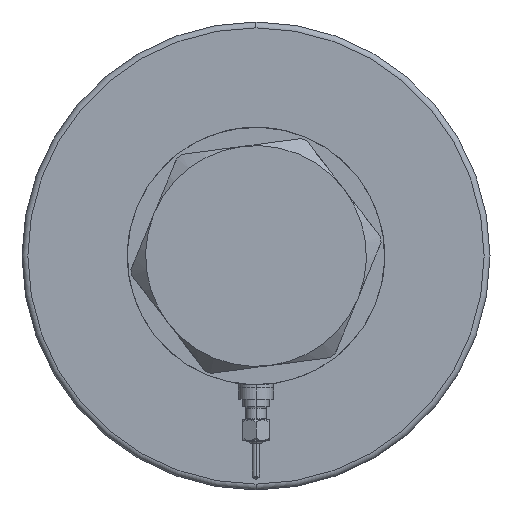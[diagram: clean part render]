
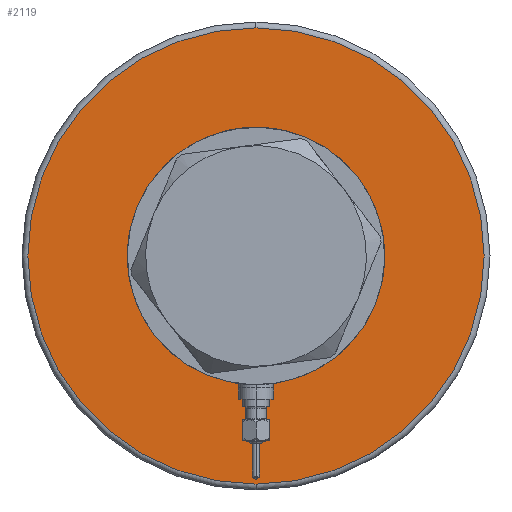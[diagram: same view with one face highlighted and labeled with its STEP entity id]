
A CAD part, left-side view. The second image highlights one B-rep face of the part: STEP entity #2119.
In plain terms, the highlighted face is planar.
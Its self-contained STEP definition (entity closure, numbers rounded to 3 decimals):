
#377 = CIRCLE ( 'NONE', #3614, 78. ) ;
#761 = DIRECTION ( 'NONE',  ( 1., 0., 0. ) ) ;
#1071 = VERTEX_POINT ( 'NONE', #2281 ) ;
#1253 = CARTESIAN_POINT ( 'NONE',  ( 0., 0., 0. ) ) ;
#1287 = DIRECTION ( 'NONE',  ( 0., 0., 1. ) ) ;
#1289 = AXIS2_PLACEMENT_3D ( 'NONE', #3458, #6634, #3967 ) ;
#1314 = CARTESIAN_POINT ( 'NONE',  ( 78., 0., 0. ) ) ;
#1432 = AXIS2_PLACEMENT_3D ( 'NONE', #6112, #1287, #761 ) ;
#1533 = ORIENTED_EDGE ( 'NONE', *, *, #4379, .T. ) ;
#1645 = FACE_OUTER_BOUND ( 'NONE', #3956, .T. ) ;
#1957 = EDGE_CURVE ( 'NONE', #6318, #3167, #377, .T. ) ;
#2119 = ADVANCED_FACE ( 'NONE', ( #1645, #4866 ), #6482, .F. ) ;
#2121 = CIRCLE ( 'NONE', #1432, 37.5 ) ;
#2203 = CARTESIAN_POINT ( 'NONE',  ( 0., 0., 0. ) ) ;
#2281 = CARTESIAN_POINT ( 'NONE',  ( -37.5, 0., 0. ) ) ;
#2898 = DIRECTION ( 'NONE',  ( 1., 0., 0. ) ) ;
#3167 = VERTEX_POINT ( 'NONE', #4324 ) ;
#3187 = VERTEX_POINT ( 'NONE', #6596 ) ;
#3191 = AXIS2_PLACEMENT_3D ( 'NONE', #1253, #5665, #2898 ) ;
#3216 = EDGE_CURVE ( 'NONE', #3167, #6318, #3645, .T. ) ;
#3281 = EDGE_CURVE ( 'NONE', #1071, #3187, #5328, .T. ) ;
#3458 = CARTESIAN_POINT ( 'NONE',  ( 0., 0., 0. ) ) ;
#3485 = DIRECTION ( 'NONE',  ( 0., 0., 1. ) ) ;
#3614 = AXIS2_PLACEMENT_3D ( 'NONE', #6491, #4359, #5362 ) ;
#3645 = CIRCLE ( 'NONE', #1289, 78. ) ;
#3956 = EDGE_LOOP ( 'NONE', ( #5163, #6366 ) ) ;
#3967 = DIRECTION ( 'NONE',  ( 1., 0., 0. ) ) ;
#4036 = EDGE_LOOP ( 'NONE', ( #1533, #5338 ) ) ;
#4324 = CARTESIAN_POINT ( 'NONE',  ( -78., 0., 0. ) ) ;
#4359 = DIRECTION ( 'NONE',  ( 0., 0., -1. ) ) ;
#4379 = EDGE_CURVE ( 'NONE', #3187, #1071, #2121, .T. ) ;
#4866 = FACE_BOUND ( 'NONE', #4036, .T. ) ;
#4969 = DIRECTION ( 'NONE',  ( 1., 0., 0. ) ) ;
#5163 = ORIENTED_EDGE ( 'NONE', *, *, #1957, .T. ) ;
#5328 = CIRCLE ( 'NONE', #3191, 37.5 ) ;
#5338 = ORIENTED_EDGE ( 'NONE', *, *, #3281, .T. ) ;
#5362 = DIRECTION ( 'NONE',  ( 1., 0., 0. ) ) ;
#5531 = AXIS2_PLACEMENT_3D ( 'NONE', #2203, #3485, #4969 ) ;
#5665 = DIRECTION ( 'NONE',  ( 0., 0., 1. ) ) ;
#6112 = CARTESIAN_POINT ( 'NONE',  ( 0., 0., 0. ) ) ;
#6318 = VERTEX_POINT ( 'NONE', #1314 ) ;
#6366 = ORIENTED_EDGE ( 'NONE', *, *, #3216, .T. ) ;
#6482 = PLANE ( 'NONE',  #5531 ) ;
#6491 = CARTESIAN_POINT ( 'NONE',  ( 0., 0., 0. ) ) ;
#6596 = CARTESIAN_POINT ( 'NONE',  ( 37.5, 0., 0. ) ) ;
#6634 = DIRECTION ( 'NONE',  ( 0., 0., -1. ) ) ;
